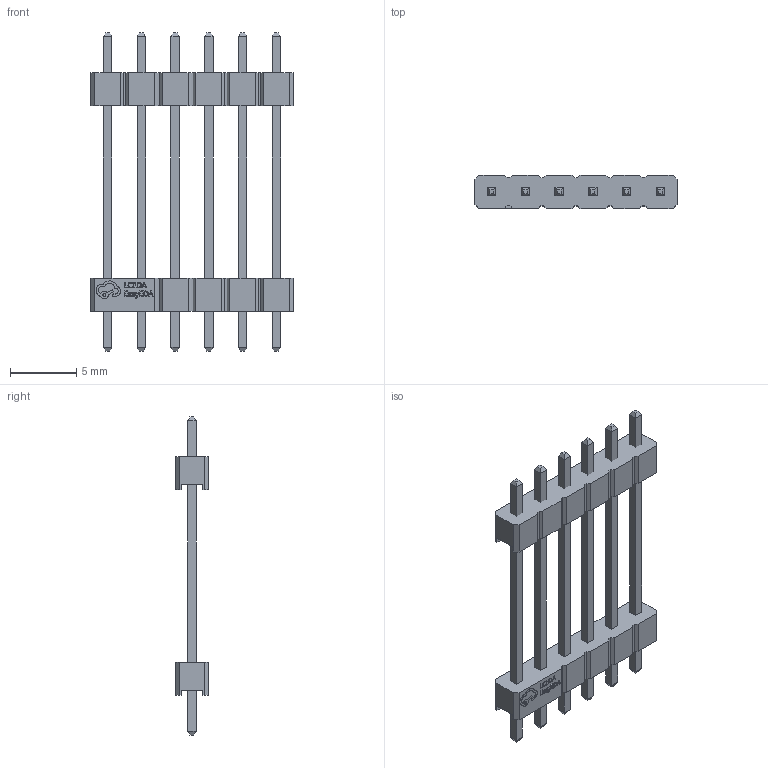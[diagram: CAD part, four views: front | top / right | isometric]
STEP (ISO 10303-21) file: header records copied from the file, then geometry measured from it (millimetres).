
FILE_DESCRIPTION (( 'STEP AP214' ), '1' );
FILE_NAME ('HDR-TH_6P-P2.54-V-M-A.STEP', '2022-06-23T01:27:38', ( 'PC' ), ( 'Microsoft' ), 'SwSTEP 2.0', 'SolidWorks 2020', '' );
FILE_SCHEMA (( 'AUTOMOTIVE_DESIGN' ));
Length unit declared in the file: millimetre
Products named in the file (1): HDR-TH_6P-P2.54-V-M-A
Bounding box: 15.24 x 2.51 x 24 mm (x, y, z)
Volume: 219.5 mm3; surface area: 683.6 mm2
Topology: 2 solids, 2 shells, 436 faces, 1155 edges, 754 vertices
Faces by surface type: plane 338, bspline 98
Entity records: 18606 total; most frequent: CARTESIAN_POINT 3652, ORIENTED_EDGE 2310, DIRECTION 1633, EDGE_CURVE 1155, LINE 955, VECTOR 955, VERTEX_POINT 754, EDGE_LOOP 467
